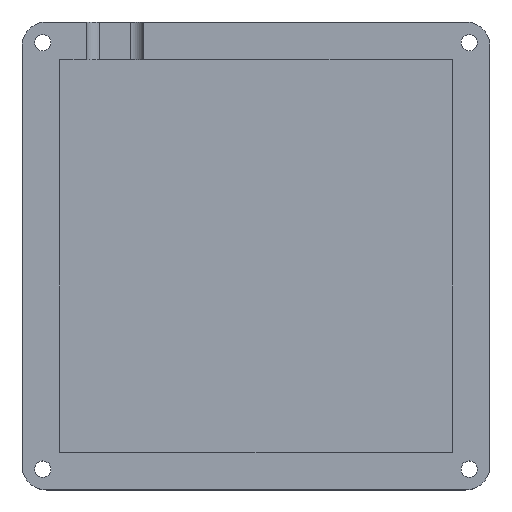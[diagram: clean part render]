
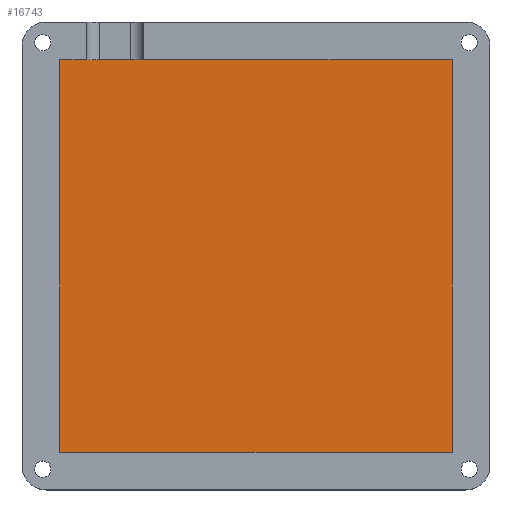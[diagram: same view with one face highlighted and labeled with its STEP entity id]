
A CAD part, top view. The second image highlights one B-rep face of the part: STEP entity #16743.
In plain terms, the highlighted planar face has unit normal (0, 0, 1).
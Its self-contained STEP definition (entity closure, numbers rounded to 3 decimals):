
#2573=FACE_OUTER_BOUND('',#3526,.T.);
#3526=EDGE_LOOP('',(#15447,#15448,#15449,#15450));
#4942=LINE('',#33302,#6359);
#4943=LINE('',#33304,#6360);
#4944=LINE('',#33306,#6361);
#4945=LINE('',#33307,#6362);
#6359=VECTOR('',#19360,10.);
#6360=VECTOR('',#19361,10.);
#6361=VECTOR('',#19362,10.);
#6362=VECTOR('',#19363,10.);
#8015=VERTEX_POINT('',#33300);
#8016=VERTEX_POINT('',#33301);
#8017=VERTEX_POINT('',#33303);
#8018=VERTEX_POINT('',#33305);
#10501=EDGE_CURVE('',#8015,#8016,#4942,.F.);
#10502=EDGE_CURVE('',#8016,#8017,#4943,.F.);
#10503=EDGE_CURVE('',#8017,#8018,#4944,.F.);
#10504=EDGE_CURVE('',#8018,#8015,#4945,.F.);
#15447=ORIENTED_EDGE('',*,*,#10501,.T.);
#15448=ORIENTED_EDGE('',*,*,#10502,.T.);
#15449=ORIENTED_EDGE('',*,*,#10503,.T.);
#15450=ORIENTED_EDGE('',*,*,#10504,.T.);
#15853=PLANE('',#17160);
#16743=ADVANCED_FACE('',(#2573),#15853,.F.);
#17160=AXIS2_PLACEMENT_3D('',#33299,#19358,#19359);
#19358=DIRECTION('center_axis',(0.,0.,-1.));
#19359=DIRECTION('ref_axis',(1.,0.,0.));
#19360=DIRECTION('',(-1.,0.,0.));
#19361=DIRECTION('',(0.,-1.,0.));
#19362=DIRECTION('',(1.,0.,0.));
#19363=DIRECTION('',(0.,1.,0.));
#33299=CARTESIAN_POINT('Origin',(40.5,-40.5,-3.));
#33300=CARTESIAN_POINT('',(-0.2,-81.2,-3.));
#33301=CARTESIAN_POINT('',(81.2,-81.2,-3.));
#33302=CARTESIAN_POINT('',(60.75,-81.2,-3.));
#33303=CARTESIAN_POINT('',(81.2,0.2,-3.));
#33304=CARTESIAN_POINT('',(81.2,-20.25,-3.));
#33305=CARTESIAN_POINT('',(-0.2,0.2,-3.));
#33306=CARTESIAN_POINT('',(20.25,0.2,-3.));
#33307=CARTESIAN_POINT('',(-0.2,-60.75,-3.));
